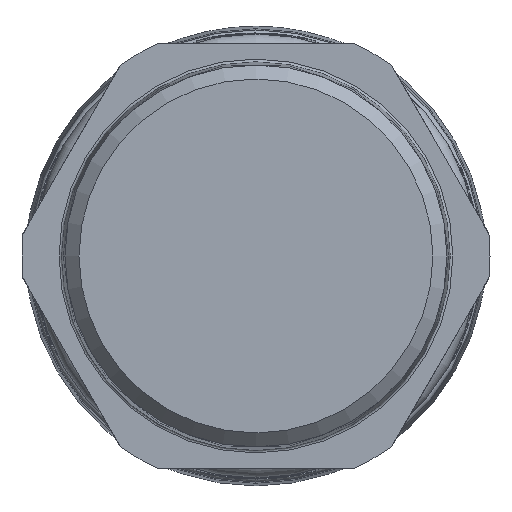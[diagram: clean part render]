
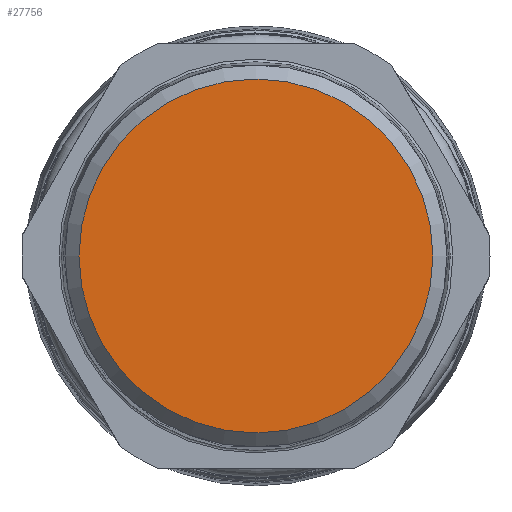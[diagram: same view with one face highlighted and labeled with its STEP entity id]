
A CAD part, left-side view. The second image highlights one B-rep face of the part: STEP entity #27756.
In plain terms, the highlighted planar face has unit normal (-1, 0, 0).
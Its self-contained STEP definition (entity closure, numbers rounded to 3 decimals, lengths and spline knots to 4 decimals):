
#2226=CIRCLE('',#30123,1.3099);
#2227=CIRCLE('',#30124,1.3099);
#4016=FACE_OUTER_BOUND('',#5588,.T.);
#5588=EDGE_LOOP('',(#23949,#23950));
#11858=VERTEX_POINT('',#57574);
#11859=VERTEX_POINT('',#57575);
#15901=EDGE_CURVE('',#11858,#11859,#2226,.T.);
#15902=EDGE_CURVE('',#11859,#11858,#2227,.T.);
#23949=ORIENTED_EDGE('',*,*,#15901,.T.);
#23950=ORIENTED_EDGE('',*,*,#15902,.T.);
#24757=PLANE('',#30122);
#27756=ADVANCED_FACE('',(#4016),#24757,.T.);
#30122=AXIS2_PLACEMENT_3D('',#57573,#36012,#36013);
#30123=AXIS2_PLACEMENT_3D('',#57576,#36014,#36015);
#30124=AXIS2_PLACEMENT_3D('',#57577,#36016,#36017);
#36012=DIRECTION('center_axis',(-1.,0.,0.));
#36013=DIRECTION('ref_axis',(0.,1.,0.));
#36014=DIRECTION('center_axis',(-1.,0.,0.));
#36015=DIRECTION('ref_axis',(0.,-1.,0.));
#36016=DIRECTION('center_axis',(-1.,0.,0.));
#36017=DIRECTION('ref_axis',(0.,-1.,0.));
#57573=CARTESIAN_POINT('Origin',(-4.152,-1.41,0.));
#57574=CARTESIAN_POINT('',(-4.152,-1.3099,0.));
#57575=CARTESIAN_POINT('',(-4.152,1.3099,0.));
#57576=CARTESIAN_POINT('Origin',(-4.152,0.,0.));
#57577=CARTESIAN_POINT('Origin',(-4.152,0.,0.));
